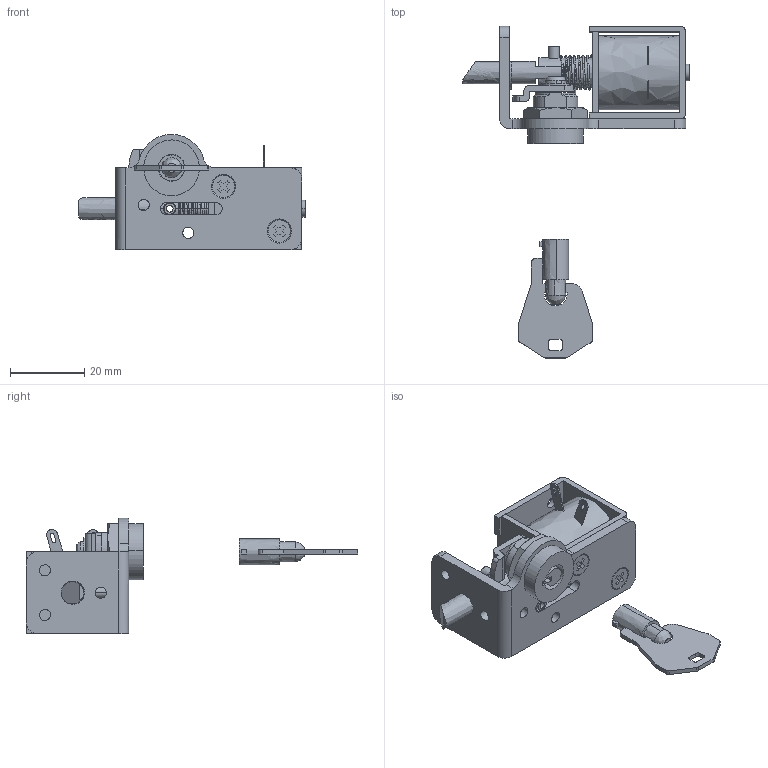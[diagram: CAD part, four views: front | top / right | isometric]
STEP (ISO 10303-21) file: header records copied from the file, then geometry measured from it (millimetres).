
FILE_DESCRIPTION((''),'2;1');
FILE_NAME('','2005-07-15T15:53:54',(''),(''),'','CADfix','');
FILE_SCHEMA(('AUTOMOTIVE_DESIGN'));
Length unit declared in the file: millimetre
Products named in the file (14): screw_1; spring; solenoid_2; solenoid_1; screw_2; retainer; pin; nut; lock; latch; key; cam; base; TL_258_1_1143_36
Assembly tree (14 placements, depth 2):
  TL_258_1_1143_36
    screw_1  x2
    spring
    solenoid_2
    solenoid_1
    screw_2
    retainer
    pin
    nut
    lock
    latch
    key
    cam
    base
Bounding box: 61 x 89.31 x 31 mm (x, y, z)
Volume: 18278.9 mm3; surface area: 15230.3 mm2
Topology: 14 solids, 14 shells, 457 faces, 1293 edges, 880 vertices
Faces by surface type: bspline 457
Entity records: 16527 total; most frequent: CARTESIAN_POINT 9352, ORIENTED_EDGE 2432, EDGE_CURVE 1216, VERTEX_POINT 827, QUASI_UNIFORM_CURVE 563, EDGE_LOOP 497, FACE_OUTER_BOUND 430, ADVANCED_FACE 430
